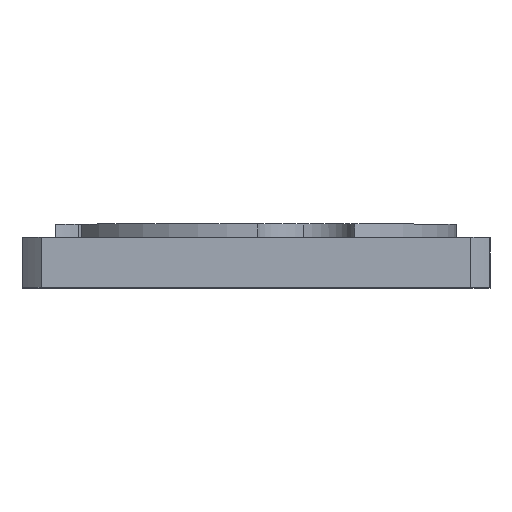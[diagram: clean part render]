
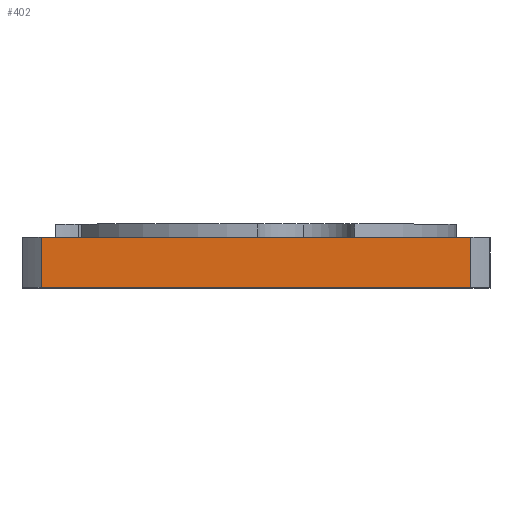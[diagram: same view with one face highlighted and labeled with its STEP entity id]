
A CAD part, top view. The second image highlights one B-rep face of the part: STEP entity #402.
In plain terms, the highlighted planar face has unit normal (0, 0, 1).
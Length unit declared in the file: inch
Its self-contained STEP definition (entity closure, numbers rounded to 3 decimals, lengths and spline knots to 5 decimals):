
#33 = DIRECTION ( 'NONE',  ( 0., 1., 0. ) ) ;
#48 = CARTESIAN_POINT ( 'NONE',  ( -0.80283, -0.1875, 0.875 ) ) ;
#51 = VERTEX_POINT ( 'NONE', #1088 ) ;
#128 = FACE_OUTER_BOUND ( 'NONE', #1601, .T. ) ;
#148 = ORIENTED_EDGE ( 'NONE', *, *, #1427, .F. ) ;
#184 = CARTESIAN_POINT ( 'NONE',  ( 0.875, -0.1875, 0.875 ) ) ;
#233 = ORIENTED_EDGE ( 'NONE', *, *, #567, .F. ) ;
#234 = PLANE ( 'NONE',  #1121 ) ;
#258 = ORIENTED_EDGE ( 'NONE', *, *, #647, .T. ) ;
#277 = VECTOR ( 'NONE', #1242, 39.37008 ) ;
#299 = LINE ( 'NONE', #1429, #1570 ) ;
#398 = VERTEX_POINT ( 'NONE', #1119 ) ;
#402 = ADVANCED_FACE ( 'NONE', ( #128 ), #234, .F. ) ;
#567 = EDGE_CURVE ( 'NONE', #398, #766, #850, .T. ) ;
#568 = CARTESIAN_POINT ( 'NONE',  ( 0.875, 0., 0.875 ) ) ;
#647 = EDGE_CURVE ( 'NONE', #51, #1232, #1320, .T. ) ;
#736 = CARTESIAN_POINT ( 'NONE',  ( 0.875, -0.1875, 0.875 ) ) ;
#766 = VERTEX_POINT ( 'NONE', #48 ) ;
#850 = LINE ( 'NONE', #184, #277 ) ;
#876 = DIRECTION ( 'NONE',  ( 0., 1., 0. ) ) ;
#884 = DIRECTION ( 'NONE',  ( 0., 0., -1. ) ) ;
#935 = DIRECTION ( 'NONE',  ( 0., -1., 0. ) ) ;
#1016 = EDGE_CURVE ( 'NONE', #766, #1232, #1037, .T. ) ;
#1037 = LINE ( 'NONE', #1324, #1303 ) ;
#1075 = DIRECTION ( 'NONE',  ( -1., 0., 0. ) ) ;
#1087 = CARTESIAN_POINT ( 'NONE',  ( -0.80283, 0., 0.875 ) ) ;
#1088 = CARTESIAN_POINT ( 'NONE',  ( 0.80283, 0., 0.875 ) ) ;
#1119 = CARTESIAN_POINT ( 'NONE',  ( 0.80283, -0.1875, 0.875 ) ) ;
#1121 = AXIS2_PLACEMENT_3D ( 'NONE', #736, #884, #876 ) ;
#1232 = VERTEX_POINT ( 'NONE', #1087 ) ;
#1242 = DIRECTION ( 'NONE',  ( -1., 0., 0. ) ) ;
#1303 = VECTOR ( 'NONE', #33, 39.37008 ) ;
#1320 = LINE ( 'NONE', #568, #1384 ) ;
#1324 = CARTESIAN_POINT ( 'NONE',  ( -0.80283, -0.1875, 0.875 ) ) ;
#1384 = VECTOR ( 'NONE', #1075, 39.37008 ) ;
#1427 = EDGE_CURVE ( 'NONE', #51, #398, #299, .T. ) ;
#1429 = CARTESIAN_POINT ( 'NONE',  ( 0.80283, -0.1875, 0.875 ) ) ;
#1457 = ORIENTED_EDGE ( 'NONE', *, *, #1016, .F. ) ;
#1570 = VECTOR ( 'NONE', #935, 39.37008 ) ;
#1601 = EDGE_LOOP ( 'NONE', ( #1457, #233, #148, #258 ) ) ;
